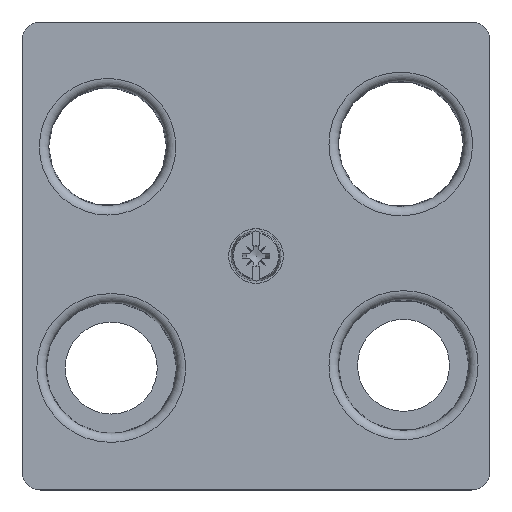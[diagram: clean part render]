
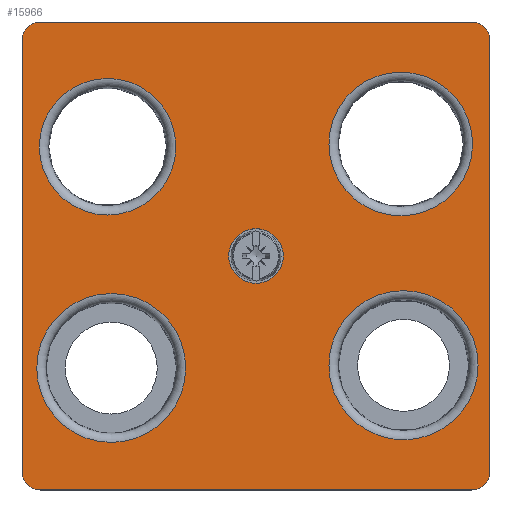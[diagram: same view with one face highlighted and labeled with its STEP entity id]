
A CAD part, top view. The second image highlights one B-rep face of the part: STEP entity #15966.
In plain terms, the highlighted face is planar.
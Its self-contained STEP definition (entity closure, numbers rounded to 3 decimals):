
#137=FACE_BOUND('',#1289,.T.);
#138=FACE_BOUND('',#1290,.T.);
#139=FACE_BOUND('',#1291,.T.);
#140=FACE_BOUND('',#1292,.T.);
#141=FACE_BOUND('',#1293,.T.);
#207=CIRCLE('',#16895,2.);
#208=CIRCLE('',#16898,2.);
#209=CIRCLE('',#16901,2.);
#210=CIRCLE('',#16904,2.);
#211=CIRCLE('',#16907,3.);
#212=CIRCLE('',#16908,8.178);
#213=CIRCLE('',#16909,8.192);
#214=CIRCLE('',#16910,7.888);
#215=CIRCLE('',#16911,7.5);
#442=FACE_OUTER_BOUND('',#1288,.T.);
#1288=EDGE_LOOP('',(#10557,#10558,#10559,#10560,#10561,#10562,#10563,#10564));
#1289=EDGE_LOOP('',(#10565));
#1290=EDGE_LOOP('',(#10566));
#1291=EDGE_LOOP('',(#10567));
#1292=EDGE_LOOP('',(#10568));
#1293=EDGE_LOOP('',(#10569));
#2206=LINE('',#22886,#4338);
#2208=LINE('',#22893,#4340);
#2212=LINE('',#22902,#4344);
#2214=LINE('',#22908,#4346);
#4338=VECTOR('',#18007,47.4);
#4340=VECTOR('',#18015,47.4);
#4344=VECTOR('',#18025,47.4);
#4346=VECTOR('',#18033,47.4);
#6493=VERTEX_POINT('',#22878);
#6494=VERTEX_POINT('',#22880);
#6495=VERTEX_POINT('',#22884);
#6496=VERTEX_POINT('',#22888);
#6497=VERTEX_POINT('',#22892);
#6498=VERTEX_POINT('',#22896);
#6499=VERTEX_POINT('',#22900);
#6500=VERTEX_POINT('',#22904);
#6501=VERTEX_POINT('',#22910);
#6502=VERTEX_POINT('',#22912);
#6503=VERTEX_POINT('',#22914);
#6504=VERTEX_POINT('',#22916);
#6505=VERTEX_POINT('',#22918);
#8100=EDGE_CURVE('',#6493,#6494,#207,.T.);
#8103=EDGE_CURVE('',#6494,#6495,#2206,.T.);
#8104=EDGE_CURVE('',#6495,#6496,#208,.T.);
#8106=EDGE_CURVE('',#6496,#6497,#2208,.T.);
#8108=EDGE_CURVE('',#6497,#6498,#209,.T.);
#8111=EDGE_CURVE('',#6498,#6499,#2212,.T.);
#8112=EDGE_CURVE('',#6499,#6500,#210,.T.);
#8114=EDGE_CURVE('',#6500,#6493,#2214,.T.);
#8115=EDGE_CURVE('',#6501,#6501,#211,.T.);
#8116=EDGE_CURVE('',#6502,#6502,#212,.T.);
#8117=EDGE_CURVE('',#6503,#6503,#213,.T.);
#8118=EDGE_CURVE('',#6504,#6504,#214,.T.);
#8119=EDGE_CURVE('',#6505,#6505,#215,.T.);
#10557=ORIENTED_EDGE('',*,*,#8104,.F.);
#10558=ORIENTED_EDGE('',*,*,#8103,.F.);
#10559=ORIENTED_EDGE('',*,*,#8100,.F.);
#10560=ORIENTED_EDGE('',*,*,#8114,.F.);
#10561=ORIENTED_EDGE('',*,*,#8112,.F.);
#10562=ORIENTED_EDGE('',*,*,#8111,.F.);
#10563=ORIENTED_EDGE('',*,*,#8108,.F.);
#10564=ORIENTED_EDGE('',*,*,#8106,.F.);
#10565=ORIENTED_EDGE('',*,*,#8115,.F.);
#10566=ORIENTED_EDGE('',*,*,#8116,.F.);
#10567=ORIENTED_EDGE('',*,*,#8117,.F.);
#10568=ORIENTED_EDGE('',*,*,#8118,.F.);
#10569=ORIENTED_EDGE('',*,*,#8119,.F.);
#15200=PLANE('',#16906);
#15966=ADVANCED_FACE('',(#442,#137,#138,#139,#140,#141),#15200,.T.);
#16895=AXIS2_PLACEMENT_3D('',#22881,#18001,#18002);
#16898=AXIS2_PLACEMENT_3D('',#22889,#18010,#18011);
#16901=AXIS2_PLACEMENT_3D('',#22897,#18019,#18020);
#16904=AXIS2_PLACEMENT_3D('',#22905,#18028,#18029);
#16906=AXIS2_PLACEMENT_3D('',#22909,#18034,#18035);
#16907=AXIS2_PLACEMENT_3D('',#22911,#18036,#18037);
#16908=AXIS2_PLACEMENT_3D('',#22913,#18038,#18039);
#16909=AXIS2_PLACEMENT_3D('',#22915,#18040,#18041);
#16910=AXIS2_PLACEMENT_3D('',#22917,#18042,#18043);
#16911=AXIS2_PLACEMENT_3D('',#22919,#18044,#18045);
#18001=DIRECTION('center_axis',(0.,-1.,0.));
#18002=DIRECTION('ref_axis',(0.,0.,1.));
#18007=DIRECTION('',(0.,0.,-1.));
#18010=DIRECTION('center_axis',(0.,-1.,0.));
#18011=DIRECTION('ref_axis',(-1.,0.,0.));
#18015=DIRECTION('',(1.,0.,0.));
#18019=DIRECTION('center_axis',(0.,-1.,0.));
#18020=DIRECTION('ref_axis',(0.,0.,-1.));
#18025=DIRECTION('',(0.,0.,1.));
#18028=DIRECTION('center_axis',(0.,-1.,0.));
#18029=DIRECTION('ref_axis',(1.,0.,0.));
#18033=DIRECTION('',(-1.,0.,0.));
#18034=DIRECTION('center_axis',(0.,1.,0.));
#18035=DIRECTION('ref_axis',(0.,0.,1.));
#18036=DIRECTION('center_axis',(0.,1.,0.));
#18037=DIRECTION('ref_axis',(-1.,0.,0.));
#18038=DIRECTION('center_axis',(0.,1.,0.));
#18039=DIRECTION('ref_axis',(1.,0.,0.));
#18040=DIRECTION('center_axis',(0.,1.,0.));
#18041=DIRECTION('ref_axis',(1.,0.,0.));
#18042=DIRECTION('center_axis',(0.,1.,0.));
#18043=DIRECTION('ref_axis',(1.,0.,0.));
#18044=DIRECTION('center_axis',(0.,1.,0.));
#18045=DIRECTION('ref_axis',(1.,0.,0.));
#22878=CARTESIAN_POINT('',(-23.7,2.675,25.7));
#22880=CARTESIAN_POINT('',(-25.7,2.675,23.7));
#22881=CARTESIAN_POINT('Origin',(-23.7,2.675,23.7));
#22884=CARTESIAN_POINT('',(-25.7,2.675,-23.7));
#22886=CARTESIAN_POINT('',(-25.7,2.675,23.7));
#22888=CARTESIAN_POINT('',(-23.7,2.675,-25.7));
#22889=CARTESIAN_POINT('Origin',(-23.7,2.675,-23.7));
#22892=CARTESIAN_POINT('',(23.7,2.675,-25.7));
#22893=CARTESIAN_POINT('',(-23.7,2.675,-25.7));
#22896=CARTESIAN_POINT('',(25.7,2.675,-23.7));
#22897=CARTESIAN_POINT('Origin',(23.7,2.675,-23.7));
#22900=CARTESIAN_POINT('',(25.7,2.675,23.7));
#22902=CARTESIAN_POINT('',(25.7,2.675,-23.7));
#22904=CARTESIAN_POINT('',(23.7,2.675,25.7));
#22905=CARTESIAN_POINT('Origin',(23.7,2.675,23.7));
#22908=CARTESIAN_POINT('',(23.7,2.675,25.7));
#22909=CARTESIAN_POINT('Origin',(0.,2.675,0.));
#22910=CARTESIAN_POINT('',(-3.,2.675,0.));
#22911=CARTESIAN_POINT('Origin',(0.,2.675,0.));
#22912=CARTESIAN_POINT('',(-7.722,2.675,12.275));
#22913=CARTESIAN_POINT('Origin',(-15.9,2.675,12.3));
#22914=CARTESIAN_POINT('',(24.392,2.675,11.975));
#22915=CARTESIAN_POINT('Origin',(16.2,2.675,12.));
#22916=CARTESIAN_POINT('',(23.788,2.675,-12.325));
#22917=CARTESIAN_POINT('Origin',(15.9,2.675,-12.3));
#22918=CARTESIAN_POINT('',(-8.8,2.675,-12.025));
#22919=CARTESIAN_POINT('Origin',(-16.3,2.675,-12.));
